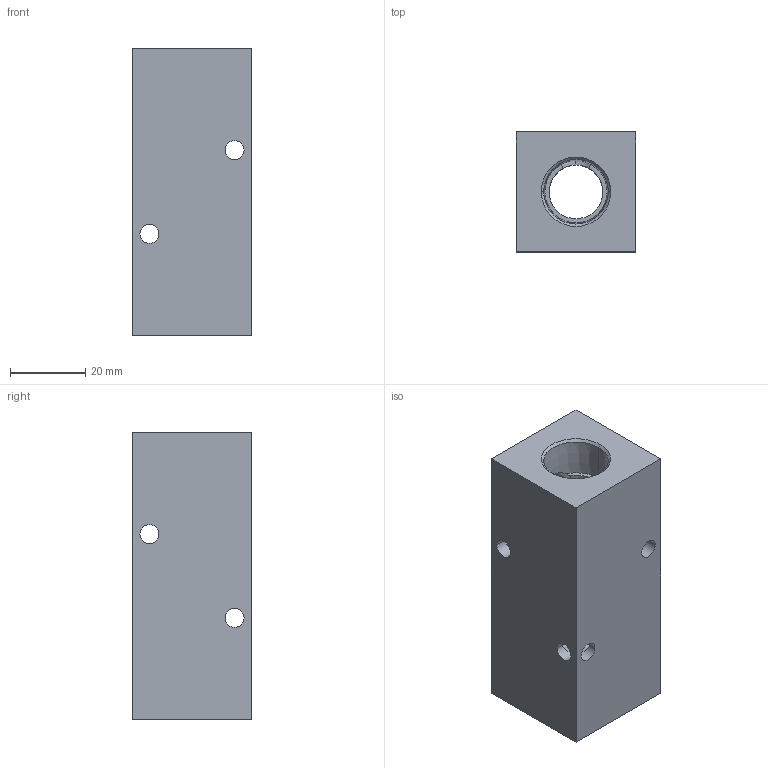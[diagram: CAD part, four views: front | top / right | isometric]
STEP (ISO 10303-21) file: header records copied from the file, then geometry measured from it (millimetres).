
FILE_DESCRIPTION (( 'STEP AP203' ), '1' );
FILE_NAME ('MRA-3DC.step', '2015-12-02T21:08:07', ( '' ), ( '' ), 'SwSTEP 2.0', 'SolidWorks 2015', '' );
FILE_SCHEMA (( 'CONFIG_CONTROL_DESIGN' ));
Length unit declared in the file: inch
Products named in the file (1): MRA-3DC
Bounding box: 31.75 x 31.75 x 76.2 mm (x, y, z)
Volume: 56844.4 mm3; surface area: 16975.3 mm2
Topology: 1 solids, 1 shells, 58 faces, 164 edges, 102 vertices
Faces by surface type: cylinder 24, cone 20, plane 14
Entity records: 2249 total; most frequent: CARTESIAN_POINT 683, ORIENTED_EDGE 328, DIRECTION 300, EDGE_CURVE 164, AXIS2_PLACEMENT_3D 119, VERTEX_POINT 102, EDGE_LOOP 72, LINE 62
